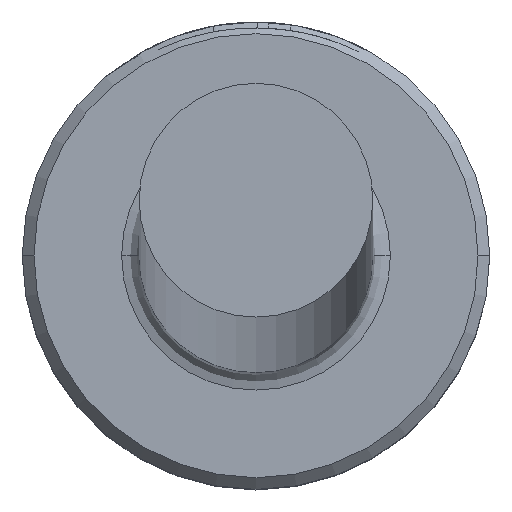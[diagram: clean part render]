
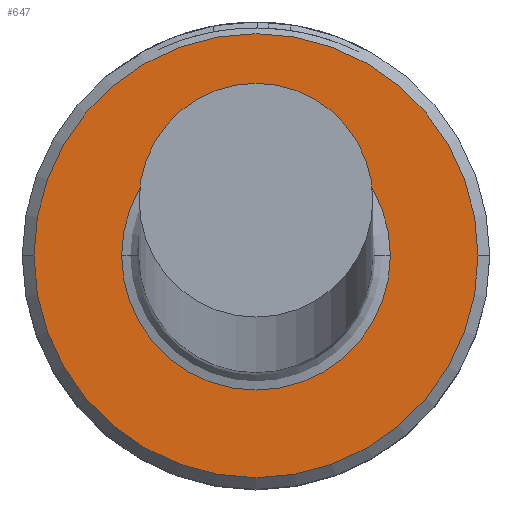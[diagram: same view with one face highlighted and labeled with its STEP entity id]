
A CAD part, top view. The second image highlights one B-rep face of the part: STEP entity #647.
In plain terms, the highlighted planar face has unit normal (0, 0, 1).
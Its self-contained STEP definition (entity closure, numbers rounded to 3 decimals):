
#1 = CIRCLE ( 'NONE', #23, 2.3 ) ;
#23 = AXIS2_PLACEMENT_3D ( 'NONE', #188, #823, #278 ) ;
#70 = CIRCLE ( 'NONE', #787, 3.8 ) ;
#173 = CARTESIAN_POINT ( 'NONE',  ( -3.8, 0., 6. ) ) ;
#188 = CARTESIAN_POINT ( 'NONE',  ( 0., 0., 6. ) ) ;
#221 = FACE_OUTER_BOUND ( 'NONE', #304, .T. ) ;
#238 = DIRECTION ( 'NONE',  ( 0., 0., -1. ) ) ;
#278 = DIRECTION ( 'NONE',  ( -1., 0., 0. ) ) ;
#289 = ORIENTED_EDGE ( 'NONE', *, *, #635, .T. ) ;
#304 = EDGE_LOOP ( 'NONE', ( #461, #289 ) ) ;
#305 = FACE_BOUND ( 'NONE', #1142, .T. ) ;
#334 = CARTESIAN_POINT ( 'NONE',  ( 3.8, 0., 6. ) ) ;
#346 = PLANE ( 'NONE',  #1018 ) ;
#427 = CARTESIAN_POINT ( 'NONE',  ( 0., 0., 6. ) ) ;
#429 = DIRECTION ( 'NONE',  ( 0., 0., 1. ) ) ;
#461 = ORIENTED_EDGE ( 'NONE', *, *, #732, .T. ) ;
#494 = CARTESIAN_POINT ( 'NONE',  ( 0., 0., 6. ) ) ;
#499 = CIRCLE ( 'NONE', #963, 3.8 ) ;
#511 = CARTESIAN_POINT ( 'NONE',  ( 0., 0., 6. ) ) ;
#545 = ORIENTED_EDGE ( 'NONE', *, *, #783, .T. ) ;
#566 = CARTESIAN_POINT ( 'NONE',  ( 2.3, 0., 6. ) ) ;
#587 = DIRECTION ( 'NONE',  ( 1., 0., 0. ) ) ;
#593 = AXIS2_PLACEMENT_3D ( 'NONE', #784, #238, #871 ) ;
#607 = DIRECTION ( 'NONE',  ( 1., 0., 0. ) ) ;
#635 = EDGE_CURVE ( 'NONE', #794, #901, #70, .T. ) ;
#647 = ADVANCED_FACE ( 'NONE', ( #221, #305 ), #346, .T. ) ;
#732 = EDGE_CURVE ( 'NONE', #901, #794, #499, .T. ) ;
#783 = EDGE_CURVE ( 'NONE', #1103, #1141, #922, .T. ) ;
#784 = CARTESIAN_POINT ( 'NONE',  ( 0., 0., 6. ) ) ;
#787 = AXIS2_PLACEMENT_3D ( 'NONE', #511, #1137, #607 ) ;
#794 = VERTEX_POINT ( 'NONE', #334 ) ;
#823 = DIRECTION ( 'NONE',  ( 0., 0., -1. ) ) ;
#871 = DIRECTION ( 'NONE',  ( -1., 0., 0. ) ) ;
#901 = VERTEX_POINT ( 'NONE', #173 ) ;
#922 = CIRCLE ( 'NONE', #593, 2.3 ) ;
#963 = AXIS2_PLACEMENT_3D ( 'NONE', #494, #1120, #587 ) ;
#975 = EDGE_CURVE ( 'NONE', #1141, #1103, #1, .T. ) ;
#998 = ORIENTED_EDGE ( 'NONE', *, *, #975, .T. ) ;
#1017 = CARTESIAN_POINT ( 'NONE',  ( -2.3, 0., 6. ) ) ;
#1018 = AXIS2_PLACEMENT_3D ( 'NONE', #427, #429, #1056 ) ;
#1056 = DIRECTION ( 'NONE',  ( 1., 0., 0. ) ) ;
#1103 = VERTEX_POINT ( 'NONE', #566 ) ;
#1120 = DIRECTION ( 'NONE',  ( 0., 0., 1. ) ) ;
#1137 = DIRECTION ( 'NONE',  ( 0., 0., 1. ) ) ;
#1141 = VERTEX_POINT ( 'NONE', #1017 ) ;
#1142 = EDGE_LOOP ( 'NONE', ( #998, #545 ) ) ;
